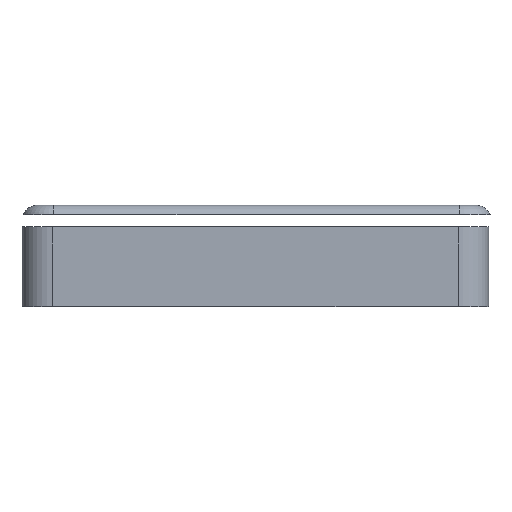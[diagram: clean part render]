
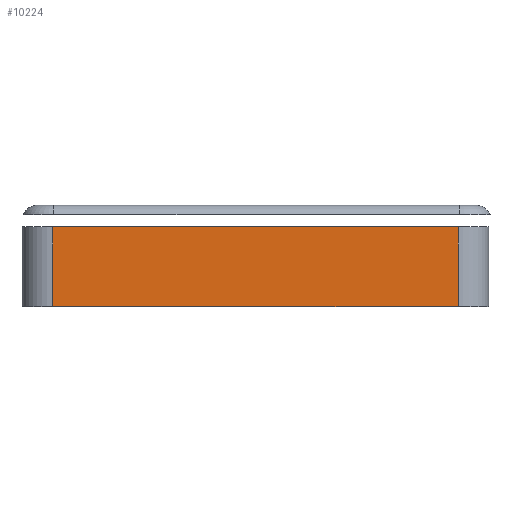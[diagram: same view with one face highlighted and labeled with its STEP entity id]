
A CAD part, front view. The second image highlights one B-rep face of the part: STEP entity #10224.
In plain terms, the highlighted planar face has unit normal (0, -1, 0).
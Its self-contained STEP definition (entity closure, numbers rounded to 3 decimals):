
#799=PLANE('',#10888);
#1140=FACE_OUTER_BOUND('',#1606,.T.);
#1606=EDGE_LOOP('',(#9784,#9785,#9786,#9787));
#2717=LINE('',#17988,#3861);
#2721=LINE('',#18016,#3865);
#2734=LINE('',#18047,#3878);
#2740=LINE('',#18066,#3884);
#3861=VECTOR('',#13149,10.);
#3865=VECTOR('',#13179,10.);
#3878=VECTOR('',#13200,10.);
#3884=VECTOR('',#13224,10.);
#5634=VERTEX_POINT('',#17984);
#5636=VERTEX_POINT('',#17987);
#5647=VERTEX_POINT('',#18014);
#5661=VERTEX_POINT('',#18045);
#7284=EDGE_CURVE('',#5634,#5636,#2717,.T.);
#7296=EDGE_CURVE('',#5647,#5634,#2721,.T.);
#7312=EDGE_CURVE('',#5661,#5647,#2734,.T.);
#7322=EDGE_CURVE('',#5636,#5661,#2740,.T.);
#9784=ORIENTED_EDGE('',*,*,#7296,.F.);
#9785=ORIENTED_EDGE('',*,*,#7312,.F.);
#9786=ORIENTED_EDGE('',*,*,#7322,.F.);
#9787=ORIENTED_EDGE('',*,*,#7284,.F.);
#10224=ADVANCED_FACE('',(#1140),#799,.T.);
#10888=AXIS2_PLACEMENT_3D('',#18115,#13277,#13278);
#13149=DIRECTION('',(-1.,0.,0.));
#13179=DIRECTION('',(0.,0.,-1.));
#13200=DIRECTION('',(1.,0.,0.));
#13224=DIRECTION('',(0.,0.,1.));
#13277=DIRECTION('center_axis',(0.,-1.,0.));
#13278=DIRECTION('ref_axis',(1.,0.,0.));
#17984=CARTESIAN_POINT('',(33.5,-41.5,0.));
#17987=CARTESIAN_POINT('',(-32.5,-41.5,0.));
#17988=CARTESIAN_POINT('',(38.5,-41.5,0.));
#18014=CARTESIAN_POINT('',(33.5,-41.5,13.));
#18016=CARTESIAN_POINT('',(33.5,-41.5,0.));
#18045=CARTESIAN_POINT('',(-32.5,-41.5,13.));
#18047=CARTESIAN_POINT('',(38.5,-41.5,13.));
#18066=CARTESIAN_POINT('',(-32.5,-41.5,0.));
#18115=CARTESIAN_POINT('Origin',(-37.5,-41.5,0.));
